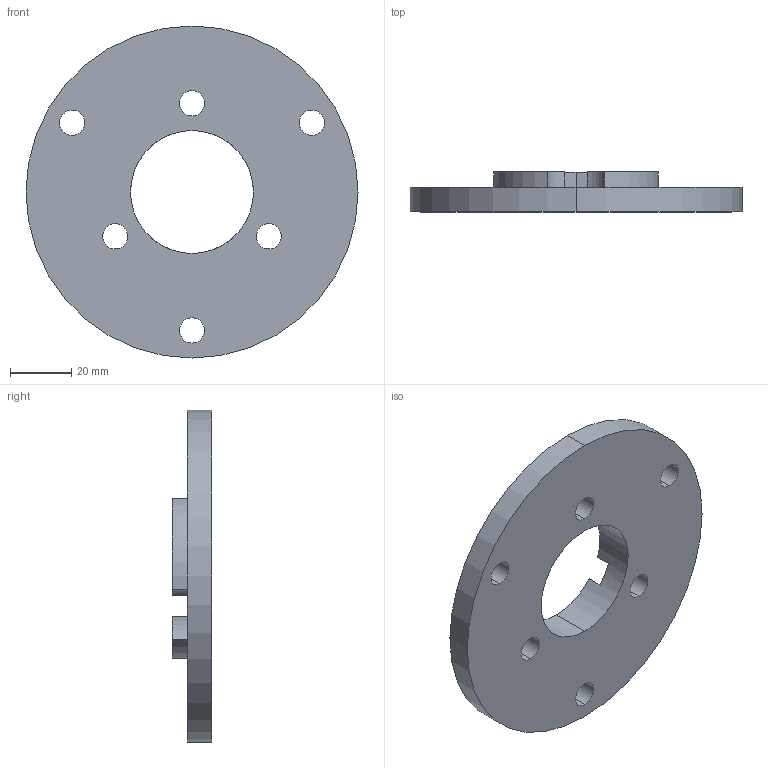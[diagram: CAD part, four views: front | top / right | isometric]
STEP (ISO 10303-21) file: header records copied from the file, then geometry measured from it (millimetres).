
FILE_DESCRIPTION (( 'STEP AP214' ), '1' );
FILE_NAME ('50-78_wheel_hub_adapter.STEP', '2024-03-18T10:10:33', ( '' ), ( '' ), 'SwSTEP 2.0', 'SolidWorks 2022', '' );
FILE_SCHEMA (( 'AUTOMOTIVE_DESIGN' ));
Length unit declared in the file: millimetre
Products named in the file (1): 50-78_wheel_hub_adapter
Bounding box: 108 x 13 x 108 mm (x, y, z)
Volume: 64182.7 mm3; surface area: 21437.6 mm2
Topology: 1 solids, 1 shells, 31 faces, 87 edges, 58 vertices
Faces by surface type: cylinder 26, plane 5
Entity records: 1101 total; most frequent: DIRECTION 209, CARTESIAN_POINT 177, ORIENTED_EDGE 174, AXIS2_PLACEMENT_3D 90, EDGE_CURVE 87, VERTEX_POINT 58, CIRCLE 58, EDGE_LOOP 45
